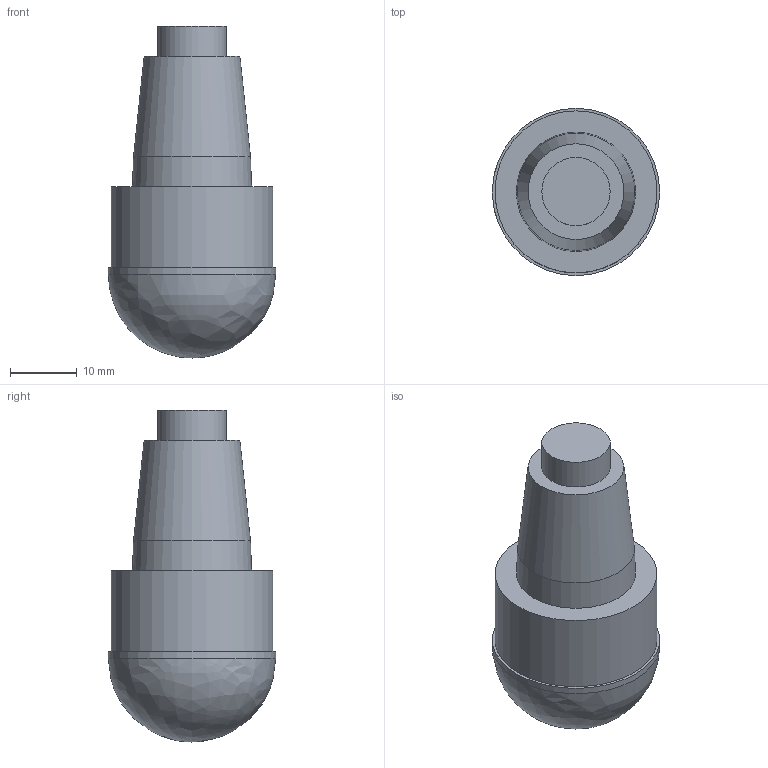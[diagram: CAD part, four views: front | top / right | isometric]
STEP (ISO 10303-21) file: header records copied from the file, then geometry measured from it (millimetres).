
FILE_DESCRIPTION(('STEP'), '1');
FILE_NAME('MOD000000000000000020082356800000.stp', '2018-11-23T12:39:09', (''), (''), 'Express v3.0.0.0', 'Express Tool', 'Unknown');
FILE_SCHEMA(('AUTOMOTIVE_DESIGN'));
Length unit declared in the file: millimetre
Products named in the file (1): EmptyName
Bounding box: 25 x 25 x 49.6 mm (x, y, z)
Volume: 14626.6 mm3; surface area: 4452.6 mm2
Topology: 2 solids, 2 shells, 11 faces, 21 edges, 16 vertices
Faces by surface type: bspline 11
Entity records: 439 total; most frequent: CARTESIAN_POINT 181, DIRECTION 37, ORIENTED_EDGE 30, EDGE_CURVE 15, AXIS2_PLACEMENT_3D 14, EDGE_LOOP 13, ADVANCED_FACE 11, FACE_OUTER_BOUND 11
